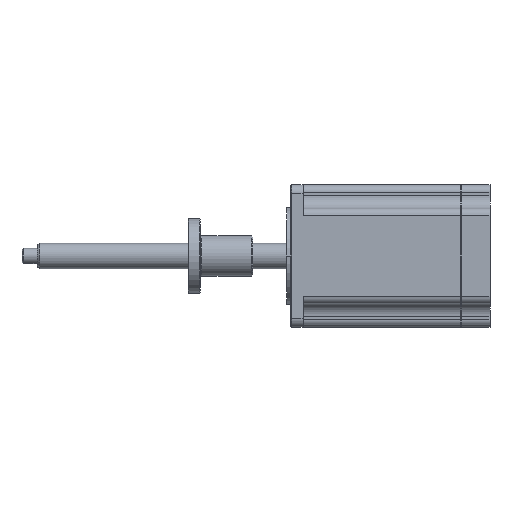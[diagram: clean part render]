
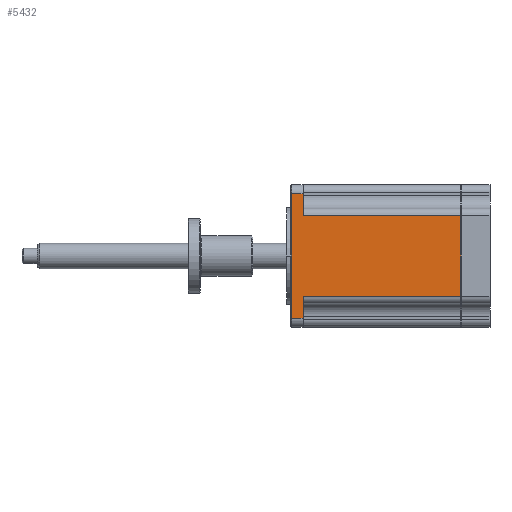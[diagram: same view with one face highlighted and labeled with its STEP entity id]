
A CAD part, left-side view. The second image highlights one B-rep face of the part: STEP entity #5432.
In plain terms, the highlighted planar face has unit normal (-1, 0, 0).
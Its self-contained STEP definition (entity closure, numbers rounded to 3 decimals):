
#13 = EDGE_CURVE ( 'NONE', #3706, #4652, #2629, .T. ) ;
#281 = LINE ( 'NONE', #11406, #10234 ) ;
#423 = CARTESIAN_POINT ( 'NONE',  ( -45.393, 20.699, 57.95 ) ) ;
#506 = EDGE_CURVE ( 'NONE', #2327, #9567, #3963, .T. ) ;
#531 = ORIENTED_EDGE ( 'NONE', *, *, #8481, .F. ) ;
#584 = LINE ( 'NONE', #10407, #7995 ) ;
#585 = VERTEX_POINT ( 'NONE', #12458 ) ;
#1400 = VECTOR ( 'NONE', #6599, 1000. ) ;
#1854 = CARTESIAN_POINT ( 'NONE',  ( -45.393, -46.001, 17.55 ) ) ;
#2327 = VERTEX_POINT ( 'NONE', #423 ) ;
#2461 = CARTESIAN_POINT ( 'NONE',  ( -45.393, 7.999, 8.75 ) ) ;
#2529 = ORIENTED_EDGE ( 'NONE', *, *, #7608, .T. ) ;
#2539 = ORIENTED_EDGE ( 'NONE', *, *, #8037, .T. ) ;
#2629 = LINE ( 'NONE', #10016, #7449 ) ;
#2750 = CARTESIAN_POINT ( 'NONE',  ( -45.393, 16.199, 17.55 ) ) ;
#2807 = CARTESIAN_POINT ( 'NONE',  ( -45.393, 16.199, 8.75 ) ) ;
#3400 = DIRECTION ( 'NONE',  ( 0., 0., -1. ) ) ;
#3630 = DIRECTION ( 'NONE',  ( 0., 0., 1. ) ) ;
#3706 = VERTEX_POINT ( 'NONE', #9051 ) ;
#3819 = LINE ( 'NONE', #6479, #8638 ) ;
#3831 = LINE ( 'NONE', #2807, #6068 ) ;
#3963 = LINE ( 'NONE', #12184, #1400 ) ;
#4020 = ORIENTED_EDGE ( 'NONE', *, *, #506, .T. ) ;
#4325 = CARTESIAN_POINT ( 'NONE',  ( -45.393, 16.199, 8.75 ) ) ;
#4652 = VERTEX_POINT ( 'NONE', #10174 ) ;
#4737 = DIRECTION ( 'NONE',  ( 0., 0., 1. ) ) ;
#4921 = ORIENTED_EDGE ( 'NONE', *, *, #13, .F. ) ;
#5074 = ORIENTED_EDGE ( 'NONE', *, *, #8339, .F. ) ;
#5107 = CARTESIAN_POINT ( 'NONE',  ( -45.393, 16.199, 57.95 ) ) ;
#5432 = ADVANCED_FACE ( 'NONE', ( #12117 ), #8575, .F. ) ;
#5603 = CARTESIAN_POINT ( 'NONE',  ( -45.393, 20.699, 8.75 ) ) ;
#5704 = VERTEX_POINT ( 'NONE', #5107 ) ;
#5942 = EDGE_CURVE ( 'NONE', #3706, #585, #584, .T. ) ;
#6068 = VECTOR ( 'NONE', #7596, 1000. ) ;
#6479 = CARTESIAN_POINT ( 'NONE',  ( -45.393, 16.199, 8.75 ) ) ;
#6599 = DIRECTION ( 'NONE',  ( 0., 0., -1. ) ) ;
#6630 = DIRECTION ( 'NONE',  ( 0., 1., 0. ) ) ;
#6753 = EDGE_LOOP ( 'NONE', ( #9964, #2539, #2529, #4020, #5074, #9951, #531, #4921 ) ) ;
#6969 = VECTOR ( 'NONE', #10178, 1000. ) ;
#7179 = VERTEX_POINT ( 'NONE', #2750 ) ;
#7449 = VECTOR ( 'NONE', #3400, 1000. ) ;
#7596 = DIRECTION ( 'NONE',  ( 0., 0., 1. ) ) ;
#7608 = EDGE_CURVE ( 'NONE', #5704, #2327, #8279, .T. ) ;
#7995 = VECTOR ( 'NONE', #11348, 1000. ) ;
#8037 = EDGE_CURVE ( 'NONE', #585, #5704, #3831, .T. ) ;
#8279 = LINE ( 'NONE', #8549, #10458 ) ;
#8339 = EDGE_CURVE ( 'NONE', #12189, #9567, #9522, .T. ) ;
#8410 = EDGE_CURVE ( 'NONE', #12189, #7179, #3819, .T. ) ;
#8481 = EDGE_CURVE ( 'NONE', #4652, #7179, #281, .T. ) ;
#8549 = CARTESIAN_POINT ( 'NONE',  ( -45.393, 7.999, 57.95 ) ) ;
#8575 = PLANE ( 'NONE',  #12136 ) ;
#8638 = VECTOR ( 'NONE', #3630, 1000. ) ;
#9051 = CARTESIAN_POINT ( 'NONE',  ( -45.393, -46.001, 49.15 ) ) ;
#9522 = LINE ( 'NONE', #2461, #6969 ) ;
#9567 = VERTEX_POINT ( 'NONE', #5603 ) ;
#9951 = ORIENTED_EDGE ( 'NONE', *, *, #8410, .T. ) ;
#9964 = ORIENTED_EDGE ( 'NONE', *, *, #5942, .T. ) ;
#10016 = CARTESIAN_POINT ( 'NONE',  ( -45.393, -46.001, 17.55 ) ) ;
#10174 = CARTESIAN_POINT ( 'NONE',  ( -45.393, -46.001, 17.55 ) ) ;
#10178 = DIRECTION ( 'NONE',  ( 0., 1., 0. ) ) ;
#10234 = VECTOR ( 'NONE', #12362, 1000. ) ;
#10407 = CARTESIAN_POINT ( 'NONE',  ( -45.393, -46.001, 49.15 ) ) ;
#10441 = DIRECTION ( 'NONE',  ( 1., 0., 0. ) ) ;
#10458 = VECTOR ( 'NONE', #6630, 1000. ) ;
#11348 = DIRECTION ( 'NONE',  ( 0., 1., 0. ) ) ;
#11406 = CARTESIAN_POINT ( 'NONE',  ( -45.393, -46.001, 17.55 ) ) ;
#12117 = FACE_OUTER_BOUND ( 'NONE', #6753, .T. ) ;
#12136 = AXIS2_PLACEMENT_3D ( 'NONE', #1854, #10441, #4737 ) ;
#12184 = CARTESIAN_POINT ( 'NONE',  ( -45.393, 20.699, 8.75 ) ) ;
#12189 = VERTEX_POINT ( 'NONE', #4325 ) ;
#12362 = DIRECTION ( 'NONE',  ( 0., 1., 0. ) ) ;
#12458 = CARTESIAN_POINT ( 'NONE',  ( -45.393, 16.199, 49.15 ) ) ;
